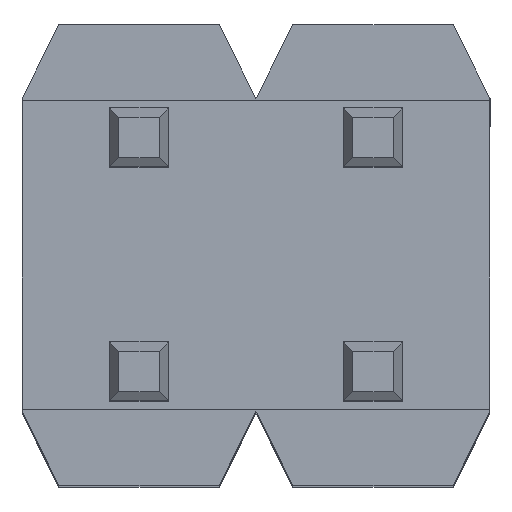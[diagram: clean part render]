
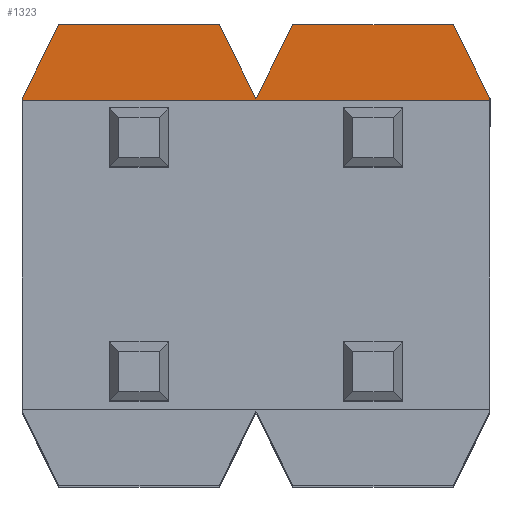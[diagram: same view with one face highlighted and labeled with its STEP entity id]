
A CAD part, top view. The second image highlights one B-rep face of the part: STEP entity #1323.
In plain terms, the highlighted planar face has unit normal (0, 0, 1).
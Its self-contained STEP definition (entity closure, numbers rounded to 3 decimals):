
#19 = ORIENTED_EDGE ( 'NONE', *, *, #2365, .T. ) ;
#31 = CARTESIAN_POINT ( 'NONE',  ( 5.416, -2.708, 14. ) ) ;
#44 = ORIENTED_EDGE ( 'NONE', *, *, #2573, .T. ) ;
#58 = VERTEX_POINT ( 'NONE', #1862 ) ;
#95 = LINE ( 'NONE', #2377, #2100 ) ;
#132 = FACE_OUTER_BOUND ( 'NONE', #3529, .T. ) ;
#170 = LINE ( 'NONE', #2455, #681 ) ;
#265 = EDGE_CURVE ( 'NONE', #637, #3487, #1999, .T. ) ;
#290 = LINE ( 'NONE', #31, #3450 ) ;
#320 = ORIENTED_EDGE ( 'NONE', *, *, #265, .T. ) ;
#436 = LINE ( 'NONE', #3314, #550 ) ;
#508 = LINE ( 'NONE', #2040, #2116 ) ;
#521 = CARTESIAN_POINT ( 'NONE',  ( 8.808, 4.404, 14. ) ) ;
#523 = VECTOR ( 'NONE', #1299, 1000. ) ;
#538 = DIRECTION ( 'NONE',  ( -0.447, 0.894, 0. ) ) ;
#550 = VECTOR ( 'NONE', #1947, 1000. ) ;
#578 = ORIENTED_EDGE ( 'NONE', *, *, #1424, .T. ) ;
#637 = VERTEX_POINT ( 'NONE', #2707 ) ;
#667 = VERTEX_POINT ( 'NONE', #2504 ) ;
#681 = VECTOR ( 'NONE', #1967, 1000. ) ;
#719 = EDGE_CURVE ( 'NONE', #1247, #667, #3123, .T. ) ;
#731 = VECTOR ( 'NONE', #3608, 1000. ) ;
#914 = CARTESIAN_POINT ( 'NONE',  ( 10.84, 5.42, 14. ) ) ;
#962 = DIRECTION ( 'NONE',  ( 0., 0., -1. ) ) ;
#1106 = VERTEX_POINT ( 'NONE', #1366 ) ;
#1178 = DIRECTION ( 'NONE',  ( -0.447, -0.894, 0. ) ) ;
#1213 = DIRECTION ( 'NONE',  ( -0.447, 0.894, 0. ) ) ;
#1247 = VERTEX_POINT ( 'NONE', #2030 ) ;
#1299 = DIRECTION ( 'NONE',  ( 1., 0., 0. ) ) ;
#1312 = VERTEX_POINT ( 'NONE', #1849 ) ;
#1323 = ADVANCED_FACE ( 'NONE', ( #132 ), #2400, .F. ) ;
#1366 = CARTESIAN_POINT ( 'NONE',  ( 8.02, 2.5, 14. ) ) ;
#1374 = ORIENTED_EDGE ( 'NONE', *, *, #1475, .T. ) ;
#1395 = VERTEX_POINT ( 'NONE', #2118 ) ;
#1424 = EDGE_CURVE ( 'NONE', #1395, #1312, #3630, .T. ) ;
#1475 = EDGE_CURVE ( 'NONE', #667, #1106, #436, .T. ) ;
#1543 = ORIENTED_EDGE ( 'NONE', *, *, #2859, .T. ) ;
#1601 = CARTESIAN_POINT ( 'NONE',  ( -32.3, 1.675, 14. ) ) ;
#1816 = DIRECTION ( 'NONE',  ( -1., 0., 0. ) ) ;
#1849 = CARTESIAN_POINT ( 'NONE',  ( 10.56, 2.5, 14. ) ) ;
#1862 = CARTESIAN_POINT ( 'NONE',  ( 12.7, 1.7, 14. ) ) ;
#1899 = EDGE_CURVE ( 'NONE', #1312, #1247, #508, .T. ) ;
#1947 = DIRECTION ( 'NONE',  ( -1., 0., 0. ) ) ;
#1967 = DIRECTION ( 'NONE',  ( 0., 1., 0. ) ) ;
#1999 = LINE ( 'NONE', #1601, #523 ) ;
#2000 = DIRECTION ( 'NONE',  ( -0.447, -0.894, 0. ) ) ;
#2030 = CARTESIAN_POINT ( 'NONE',  ( 10.16, 1.7, 14. ) ) ;
#2040 = CARTESIAN_POINT ( 'NONE',  ( 7.448, -3.724, 14. ) ) ;
#2100 = VECTOR ( 'NONE', #2642, 1000. ) ;
#2116 = VECTOR ( 'NONE', #2000, 1000. ) ;
#2118 = CARTESIAN_POINT ( 'NONE',  ( 12.3, 2.5, 14. ) ) ;
#2328 = LINE ( 'NONE', #914, #3027 ) ;
#2361 = EDGE_CURVE ( 'NONE', #1106, #3073, #290, .T. ) ;
#2365 = EDGE_CURVE ( 'NONE', #58, #1395, #2328, .T. ) ;
#2377 = CARTESIAN_POINT ( 'NONE',  ( 7.62, 0., 14. ) ) ;
#2400 = PLANE ( 'NONE',  #2906 ) ;
#2405 = ORIENTED_EDGE ( 'NONE', *, *, #2361, .T. ) ;
#2455 = CARTESIAN_POINT ( 'NONE',  ( 12.7, -2.5, 14. ) ) ;
#2471 = ORIENTED_EDGE ( 'NONE', *, *, #1899, .T. ) ;
#2494 = CARTESIAN_POINT ( 'NONE',  ( -12.7, 2.5, 14. ) ) ;
#2504 = CARTESIAN_POINT ( 'NONE',  ( 9.76, 2.5, 14. ) ) ;
#2548 = CARTESIAN_POINT ( 'NONE',  ( 7.62, 1.7, 14. ) ) ;
#2573 = EDGE_CURVE ( 'NONE', #3487, #58, #170, .T. ) ;
#2642 = DIRECTION ( 'NONE',  ( 0., -1., 0. ) ) ;
#2647 = CARTESIAN_POINT ( 'NONE',  ( 12.7, 1.675, 14. ) ) ;
#2707 = CARTESIAN_POINT ( 'NONE',  ( 7.62, 1.675, 14. ) ) ;
#2859 = EDGE_CURVE ( 'NONE', #3073, #637, #95, .T. ) ;
#2906 = AXIS2_PLACEMENT_3D ( 'NONE', #2998, #962, #1816 ) ;
#2998 = CARTESIAN_POINT ( 'NONE',  ( 0., 0., 14. ) ) ;
#3027 = VECTOR ( 'NONE', #1213, 1000. ) ;
#3073 = VERTEX_POINT ( 'NONE', #2548 ) ;
#3123 = LINE ( 'NONE', #521, #3579 ) ;
#3314 = CARTESIAN_POINT ( 'NONE',  ( -12.7, 2.5, 14. ) ) ;
#3450 = VECTOR ( 'NONE', #1178, 1000. ) ;
#3487 = VERTEX_POINT ( 'NONE', #2647 ) ;
#3529 = EDGE_LOOP ( 'NONE', ( #2405, #1543, #320, #44, #19, #578, #2471, #3704, #1374 ) ) ;
#3579 = VECTOR ( 'NONE', #538, 1000. ) ;
#3608 = DIRECTION ( 'NONE',  ( -1., 0., 0. ) ) ;
#3630 = LINE ( 'NONE', #2494, #731 ) ;
#3704 = ORIENTED_EDGE ( 'NONE', *, *, #719, .T. ) ;
